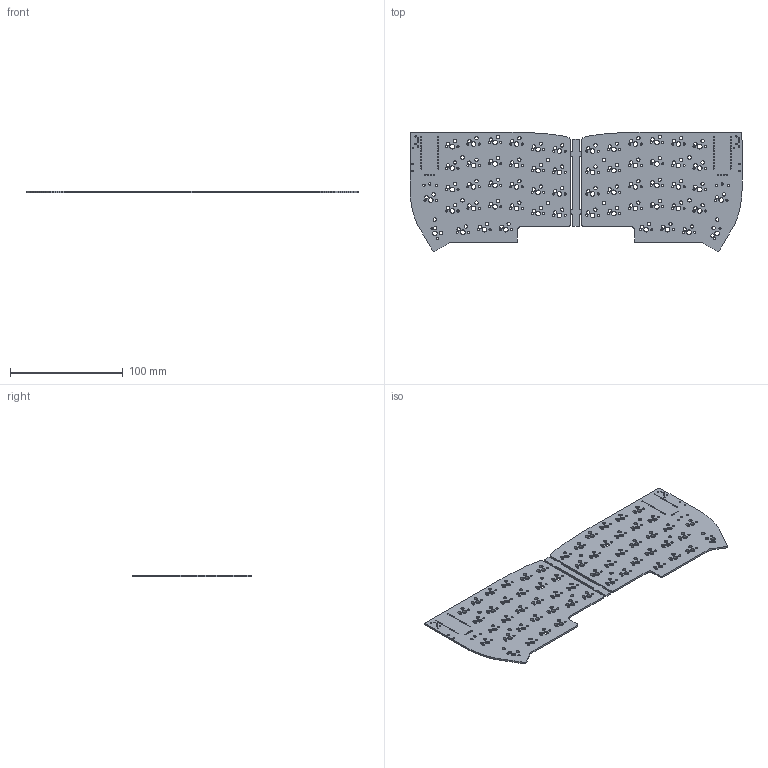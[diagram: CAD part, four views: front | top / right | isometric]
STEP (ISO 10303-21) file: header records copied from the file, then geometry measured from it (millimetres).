
FILE_DESCRIPTION(('KiCad electronic assembly'),'2;1');
FILE_NAME('Lily58.step','2024-02-21T14:59:08',('Pcbnew'),('Kicad'), 'Open CASCADE STEP processor 7.7','KiCad to STEP converter','Unknown' );
FILE_SCHEMA(('AUTOMOTIVE_DESIGN { 1 0 10303 214 1 1 1 1 }'));
Length unit declared in the file: millimetre
Products named in the file (2): Lily58 1; Lily58 PCB
Assembly tree (1 placements, depth 2):
  Lily58 1
    Lily58 PCB
Bounding box: 295.04 x 106.33 x 1.6 mm (x, y, z)
Volume: 39323.4 mm3; surface area: 55581.4 mm2
Topology: 1 solids, 1 shells, 900 faces, 2694 edges, 1796 vertices
Faces by surface type: plane 490, cylinder 410
Full cylindrical faces by diameter (mm): 0.3 x28, 1 x56, 1.2 x4, 1.3 x4, 1.9 x116, 2.1 x6, 3 x116, 3.1 x10, 4.1 x58
Entity records: 69613 total; most frequent: CARTESIAN_POINT 15726, DIRECTION 9860, LINE 6416, VECTOR 6416, ORIENTED_EDGE 5388, PCURVE 5388, DEFINITIONAL_REPRESENTATION 5388, EDGE_CURVE 2694
